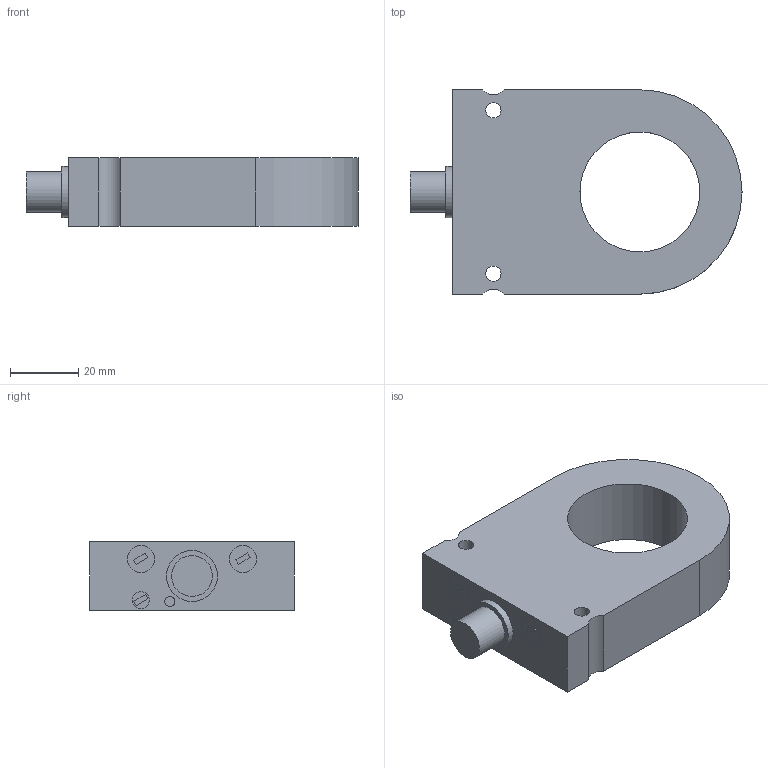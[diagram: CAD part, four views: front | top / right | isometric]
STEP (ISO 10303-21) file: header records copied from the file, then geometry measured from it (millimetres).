
FILE_DESCRIPTION((''),'2;1');
FILE_NAME('IR35.stp','2007-11-28T19:10:47',('diel'),(''),'Autodesk Inventor 10','Autodesk Inventor 10','');
FILE_SCHEMA(('AUTOMOTIVE_DESIGN { 1 0 10303 214 1 1 1 1 }'));
Length unit declared in the file: millimetre
Products named in the file (3): IR35; SteckeranschlußM12
Assembly tree (2 placements, depth 2):
  IR35
    IR35
    SteckeranschlußM12
Bounding box: 97.5 x 60 x 20 mm (x, y, z)
Volume: 75524.7 mm3; surface area: 16429.1 mm2
Topology: 2 solids, 2 shells, 43 faces, 90 edges, 60 vertices
Faces by surface type: plane 30, cylinder 13
Full cylindrical faces by diameter (mm): 2.996 x1, 3 x1, 4.5 x2, 5 x1, 8 x2, 12 x1, 15 x1, 35.2 x1
Entity records: 1188 total; most frequent: DIRECTION 202, CARTESIAN_POINT 188, ORIENTED_EDGE 160, EDGE_CURVE 80, AXIS2_PLACEMENT_3D 74, EDGE_LOOP 68, VERTEX_POINT 60, VECTOR 54
